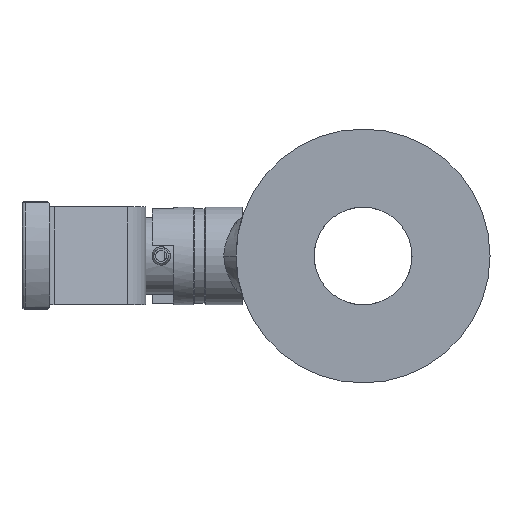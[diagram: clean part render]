
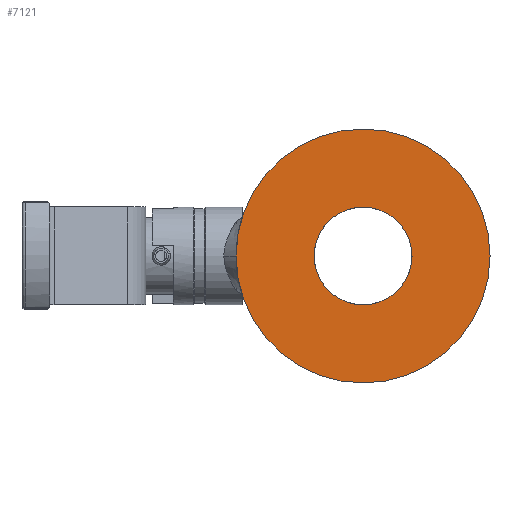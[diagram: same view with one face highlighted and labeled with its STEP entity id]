
A CAD part, left-side view. The second image highlights one B-rep face of the part: STEP entity #7121.
In plain terms, the highlighted face is planar.
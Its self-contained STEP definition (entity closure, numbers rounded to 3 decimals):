
#7094=CARTESIAN_POINT('',(37.5,0.0,31.316));
#7095=DIRECTION('',(-1.0,0.0,0.0));
#7096=DIRECTION('',(0.0,0.0,1.0));
#7097=AXIS2_PLACEMENT_3D('',#7094,#7095,#7096);
#7098=PLANE('',#7097);
#7099=CARTESIAN_POINT('',(37.5,-41.5,0.));
#7100=VERTEX_POINT('',#7099);
#7101=CARTESIAN_POINT('',(37.5,0.0,0.0));
#7102=DIRECTION('',(-1.0,0.0,0.0));
#7103=DIRECTION('',(0.0,1.0,0.0));
#7104=AXIS2_PLACEMENT_3D('',#7101,#7102,#7103);
#7105=CIRCLE('',#7104,41.5);
#7106=EDGE_CURVE('',#7100,#7100,#7105,.T.);
#7107=ORIENTED_EDGE('',*,*,#7106,.F.);
#7108=EDGE_LOOP('',(#7107));
#7109=FACE_OUTER_BOUND('',#7108,.T.);
#7110=CARTESIAN_POINT('',(37.5,0.0,16.0));
#7111=VERTEX_POINT('',#7110);
#7112=CARTESIAN_POINT('',(37.5,0.0,0.0));
#7113=DIRECTION('',(1.0,0.0,0.0));
#7114=DIRECTION('',(0.0,1.0,0.0));
#7115=AXIS2_PLACEMENT_3D('',#7112,#7113,#7114);
#7116=CIRCLE('',#7115,16.0);
#7117=EDGE_CURVE('',#7111,#7111,#7116,.T.);
#7118=ORIENTED_EDGE('',*,*,#7117,.F.);
#7119=EDGE_LOOP('',(#7118));
#7120=FACE_BOUND('',#7119,.T.);
#7121=ADVANCED_FACE('',(#7109,#7120),#7098,.F.);
